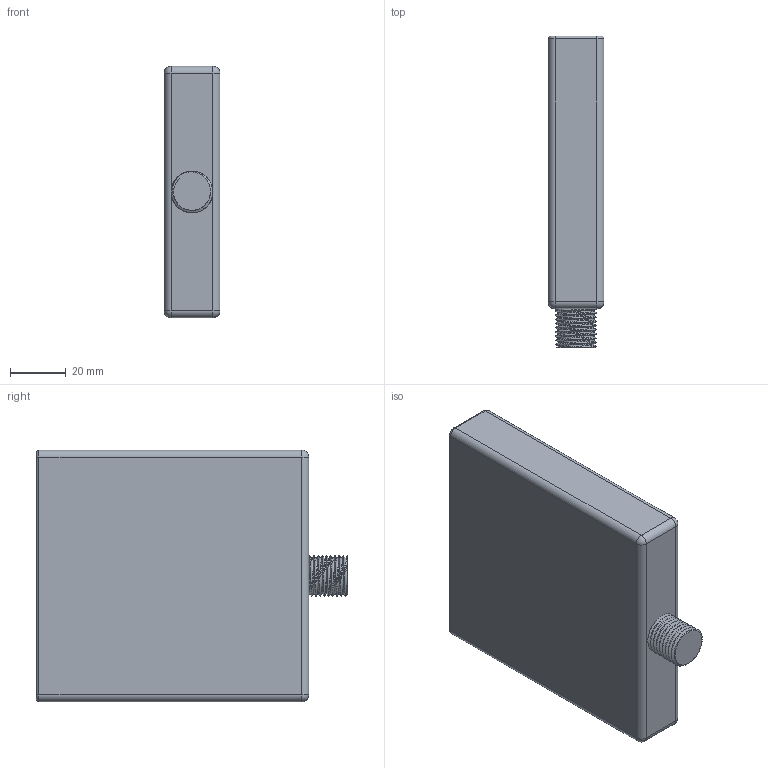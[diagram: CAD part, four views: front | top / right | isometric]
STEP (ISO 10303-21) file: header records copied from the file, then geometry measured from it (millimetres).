
FILE_DESCRIPTION(/* description */ (''),/* implementation_level */ '2;1');
FILE_NAME(/* name */ 'Holder.step',/* time_stamp */ '2025-12-04T16:59:11-07:00',/* author */ (''),/* organization */ (''),/* preprocessor_version */ 'ST-DEVELOPER v20.1',/* originating_system */ 'Autodesk Translation Framework v14.21.0.0',/* authorisation */ '');
FILE_SCHEMA (('AUTOMOTIVE_DESIGN { 1 0 10303 214 3 1 1 }'));
Length unit declared in the file: millimetre
Products named in the file (1): Untitled
Bounding box: 20 x 111.5 x 90 mm (x, y, z)
Volume: 64945.8 mm3; surface area: 43831.1 mm2
Topology: 1 solids, 1 shells, 48 faces, 108 edges, 64 vertices
Faces by surface type: cylinder 26, plane 12, torus 4, sphere 4, bspline 2
Full cylindrical faces by diameter (mm): 13.137 x8
Entity records: 3500 total; most frequent: CARTESIAN_POINT 2430, ORIENTED_EDGE 216, DIRECTION 211, EDGE_CURVE 108, AXIS2_PLACEMENT_3D 81, VERTEX_POINT 64, EDGE_LOOP 50, LINE 49
